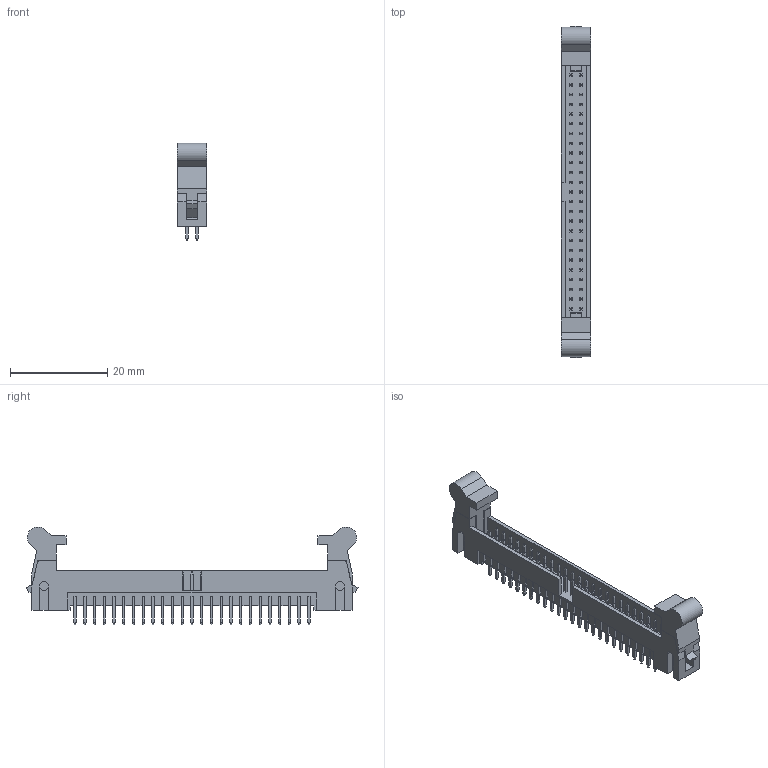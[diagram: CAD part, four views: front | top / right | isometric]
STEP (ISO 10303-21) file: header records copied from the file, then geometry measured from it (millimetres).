
FILE_DESCRIPTION(/* description */ ('Unknown'),/* implementation_level */ '2;1');
FILE_NAME(/* name */ 'J_Wurth_WR-BHD_62505022021',/* time_stamp */ '2025-05-19T10:31:43+08:00',/* author */ ('Unknown'),/* organization */ ('Unknown'),/* preprocessor_version */ 'ST-DEVELOPER v19.4',/* originating_system */ 'Solid Edge',/* authorisation */ 'Unknown');
FILE_SCHEMA (('AUTOMOTIVE_DESIGN {1 0 10303 214 3 1 1}'));
Length unit declared in the file: millimetre
Products named in the file (2): J_Wurth_WR-BHD_62505022021
Assembly tree (1 placements, depth 2):
  J_Wurth_WR-BHD_62505022021
    J_Wurth_WR-BHD_62505022021
Bounding box: 6 x 68.12 x 20.1 mm (x, y, z)
Volume: 2200.7 mm3; surface area: 4959.4 mm2
Topology: 53 solids, 53 shells, 1226 faces, 3078 edges, 1908 vertices
Faces by surface type: plane 1196, cylinder 26, cone 4
Full cylindrical faces by diameter (mm): 1.8 x4
Entity records: 35856 total; most frequent: CARTESIAN_POINT 6222, ORIENTED_EDGE 6148, DIRECTION 5586, EDGE_CURVE 3074, LINE 3010, VECTOR 3010, VERTEX_POINT 1908, EDGE_LOOP 1288
